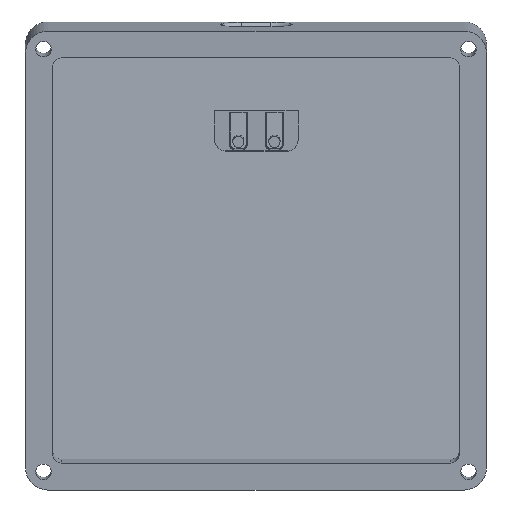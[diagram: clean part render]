
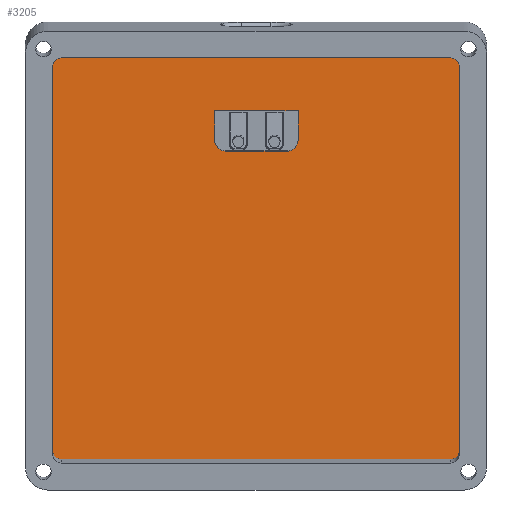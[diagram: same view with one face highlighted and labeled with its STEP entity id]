
A CAD part, top view. The second image highlights one B-rep face of the part: STEP entity #3205.
In plain terms, the highlighted planar face has unit normal (0, 0, 1).
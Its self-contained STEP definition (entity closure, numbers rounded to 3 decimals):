
#228=FACE_BOUND('',#660,.T.);
#293=PLANE('',#3415);
#461=FACE_OUTER_BOUND('',#659,.T.);
#659=EDGE_LOOP('',(#2900,#2901,#2902,#2903,#2904,#2905,#2906,#2907));
#660=EDGE_LOOP('',(#2908,#2909,#2910,#2911,#2912,#2913));
#701=ELLIPSE('',#3350,2.391,2.38);
#702=ELLIPSE('',#3353,2.391,2.38);
#707=ELLIPSE('',#3416,2.01,2.);
#708=ELLIPSE('',#3417,2.01,2.);
#709=ELLIPSE('',#3418,2.01,2.);
#710=ELLIPSE('',#3419,2.01,2.);
#845=LINE('',#5750,#1100);
#893=LINE('',#5876,#1148);
#896=LINE('',#5883,#1151);
#897=LINE('',#5885,#1152);
#943=LINE('',#6047,#1198);
#944=LINE('',#6051,#1199);
#945=LINE('',#6055,#1200);
#946=LINE('',#6058,#1201);
#1100=VECTOR('',#3735,10.);
#1148=VECTOR('',#3861,10.);
#1151=VECTOR('',#3870,10.);
#1152=VECTOR('',#3873,10.);
#1198=VECTOR('',#4041,10.);
#1199=VECTOR('',#4044,10.);
#1200=VECTOR('',#4047,10.);
#1201=VECTOR('',#4050,10.);
#1481=VERTEX_POINT('',#5748);
#1482=VERTEX_POINT('',#5749);
#1519=VERTEX_POINT('',#5869);
#1520=VERTEX_POINT('',#5870);
#1521=VERTEX_POINT('',#5875);
#1522=VERTEX_POINT('',#5879);
#1575=VERTEX_POINT('',#6043);
#1576=VERTEX_POINT('',#6044);
#1577=VERTEX_POINT('',#6046);
#1578=VERTEX_POINT('',#6048);
#1579=VERTEX_POINT('',#6050);
#1580=VERTEX_POINT('',#6052);
#1581=VERTEX_POINT('',#6054);
#1582=VERTEX_POINT('',#6056);
#1883=EDGE_CURVE('',#1481,#1482,#845,.T.);
#1943=EDGE_CURVE('',#1519,#1520,#701,.T.);
#1946=EDGE_CURVE('',#1520,#1521,#893,.T.);
#1948=EDGE_CURVE('',#1521,#1522,#702,.T.);
#1950=EDGE_CURVE('',#1522,#1481,#896,.T.);
#1951=EDGE_CURVE('',#1482,#1519,#897,.T.);
#2029=EDGE_CURVE('',#1575,#1576,#707,.T.);
#2030=EDGE_CURVE('',#1577,#1575,#943,.T.);
#2031=EDGE_CURVE('',#1578,#1577,#708,.T.);
#2032=EDGE_CURVE('',#1579,#1578,#944,.T.);
#2033=EDGE_CURVE('',#1580,#1579,#709,.T.);
#2034=EDGE_CURVE('',#1581,#1580,#945,.T.);
#2035=EDGE_CURVE('',#1582,#1581,#710,.T.);
#2036=EDGE_CURVE('',#1576,#1582,#946,.T.);
#2900=ORIENTED_EDGE('',*,*,#2029,.F.);
#2901=ORIENTED_EDGE('',*,*,#2030,.F.);
#2902=ORIENTED_EDGE('',*,*,#2031,.F.);
#2903=ORIENTED_EDGE('',*,*,#2032,.F.);
#2904=ORIENTED_EDGE('',*,*,#2033,.F.);
#2905=ORIENTED_EDGE('',*,*,#2034,.F.);
#2906=ORIENTED_EDGE('',*,*,#2035,.F.);
#2907=ORIENTED_EDGE('',*,*,#2036,.F.);
#2908=ORIENTED_EDGE('',*,*,#1950,.T.);
#2909=ORIENTED_EDGE('',*,*,#1883,.T.);
#2910=ORIENTED_EDGE('',*,*,#1951,.T.);
#2911=ORIENTED_EDGE('',*,*,#1943,.T.);
#2912=ORIENTED_EDGE('',*,*,#1946,.T.);
#2913=ORIENTED_EDGE('',*,*,#1948,.T.);
#3205=ADVANCED_FACE('',(#461,#228),#293,.F.);
#3350=AXIS2_PLACEMENT_3D('',#5871,#3855,#3856);
#3353=AXIS2_PLACEMENT_3D('',#5880,#3865,#3866);
#3415=AXIS2_PLACEMENT_3D('',#6042,#4037,#4038);
#3416=AXIS2_PLACEMENT_3D('',#6045,#4039,#4040);
#3417=AXIS2_PLACEMENT_3D('',#6049,#4042,#4043);
#3418=AXIS2_PLACEMENT_3D('',#6053,#4045,#4046);
#3419=AXIS2_PLACEMENT_3D('',#6057,#4048,#4049);
#3735=DIRECTION('',(1.,0.,0.));
#3855=DIRECTION('center_axis',(0.,0.,-1.));
#3856=DIRECTION('ref_axis',(0.,-1.,0.));
#3861=DIRECTION('',(-1.,0.,0.));
#3865=DIRECTION('center_axis',(0.,0.,-1.));
#3866=DIRECTION('ref_axis',(0.,-1.,0.));
#3870=DIRECTION('',(0.,1.,0.));
#3873=DIRECTION('',(0.,-1.,0.));
#4037=DIRECTION('center_axis',(0.,0.,-1.));
#4038=DIRECTION('ref_axis',(-1.,0.,0.));
#4039=DIRECTION('center_axis',(0.,0.,-1.));
#4040=DIRECTION('ref_axis',(0.,-1.,0.));
#4041=DIRECTION('',(0.,-1.,0.));
#4042=DIRECTION('center_axis',(0.,0.,-1.));
#4043=DIRECTION('ref_axis',(0.,1.,0.));
#4044=DIRECTION('',(1.,0.,0.));
#4045=DIRECTION('center_axis',(0.,0.,-1.));
#4046=DIRECTION('ref_axis',(0.,1.,0.));
#4047=DIRECTION('',(0.,1.,0.));
#4048=DIRECTION('center_axis',(0.,0.,-1.));
#4049=DIRECTION('ref_axis',(0.,-1.,0.));
#4050=DIRECTION('',(-1.,0.,0.));
#5748=CARTESIAN_POINT('',(121.26,-46.537,-12.877));
#5749=CARTESIAN_POINT('',(139.76,-46.537,-12.877));
#5750=CARTESIAN_POINT('',(130.468,-46.537,-12.877));
#5869=CARTESIAN_POINT('',(139.76,-53.096,-12.877));
#5870=CARTESIAN_POINT('',(137.38,-55.488,-12.877));
#5871=CARTESIAN_POINT('Origin',(137.38,-53.096,-12.877));
#5875=CARTESIAN_POINT('',(123.64,-55.488,-12.877));
#5876=CARTESIAN_POINT('',(133.903,-55.488,-12.877));
#5879=CARTESIAN_POINT('',(121.26,-53.096,-12.877));
#5880=CARTESIAN_POINT('Origin',(123.64,-53.096,-12.877));
#5883=CARTESIAN_POINT('',(121.26,-65.932,-12.877));
#5885=CARTESIAN_POINT('',(139.76,-57.353,-12.877));
#6042=CARTESIAN_POINT('Origin',(130.426,-78.538,-12.877));
#6043=CARTESIAN_POINT('',(175.595,-121.908,-12.877));
#6044=CARTESIAN_POINT('',(173.595,-123.917,-12.877));
#6045=CARTESIAN_POINT('Origin',(173.595,-121.908,-12.877));
#6046=CARTESIAN_POINT('',(175.595,-35.169,-12.877));
#6047=CARTESIAN_POINT('',(175.595,-126.354,-12.877));
#6048=CARTESIAN_POINT('',(173.595,-33.159,-12.877));
#6049=CARTESIAN_POINT('Origin',(173.595,-35.169,-12.877));
#6050=CARTESIAN_POINT('',(87.258,-33.159,-12.877));
#6051=CARTESIAN_POINT('',(177.595,-33.159,-12.877));
#6052=CARTESIAN_POINT('',(85.258,-35.169,-12.877));
#6053=CARTESIAN_POINT('Origin',(87.258,-35.169,-12.877));
#6054=CARTESIAN_POINT('',(85.258,-121.908,-12.877));
#6055=CARTESIAN_POINT('',(85.258,-83.395,-12.877));
#6056=CARTESIAN_POINT('',(87.258,-123.917,-12.877));
#6057=CARTESIAN_POINT('Origin',(87.258,-121.908,-12.877));
#6058=CARTESIAN_POINT('',(134.426,-123.917,-12.877));
